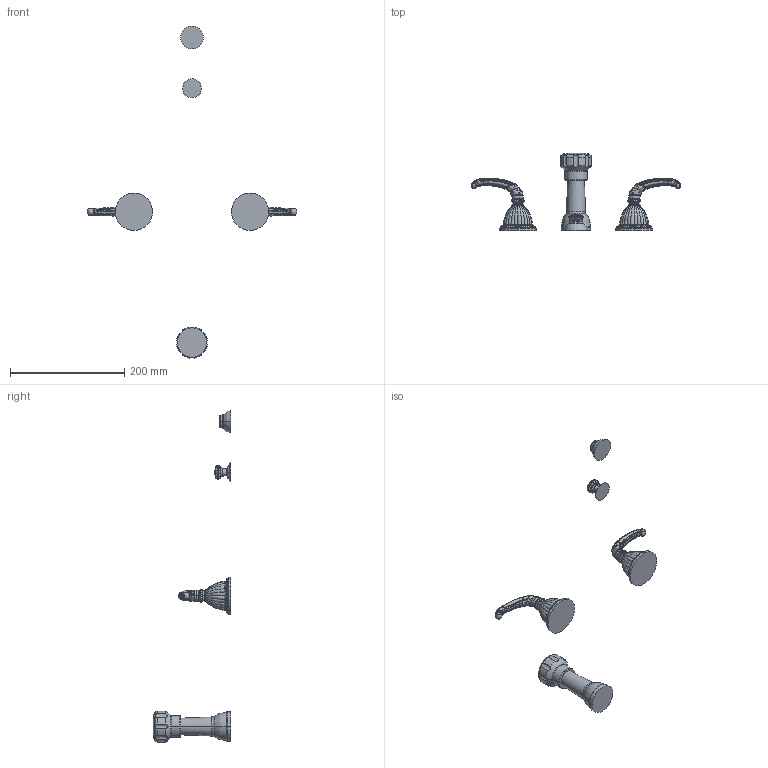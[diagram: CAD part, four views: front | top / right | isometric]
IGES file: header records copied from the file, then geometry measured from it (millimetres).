
Start section:  PTC IGES file: 889.igs
Global section: file name: 889.igs; native system: Creo Parametric by PTC Inc.; preprocessor: 2018400; author: jinson.thomas; organization: Unknown; date: 20210125.133045; units: inch
Bounding box: 366.12 x 135.97 x 580.53 mm (x, y, z)
Volume: 392313.5 mm3; surface area: 66483.6 mm2
Topology: 5 solids, 5 shells, 1391 faces, 3626 edges, 2076 vertices
Faces by surface type: bspline 949, revolution 442
